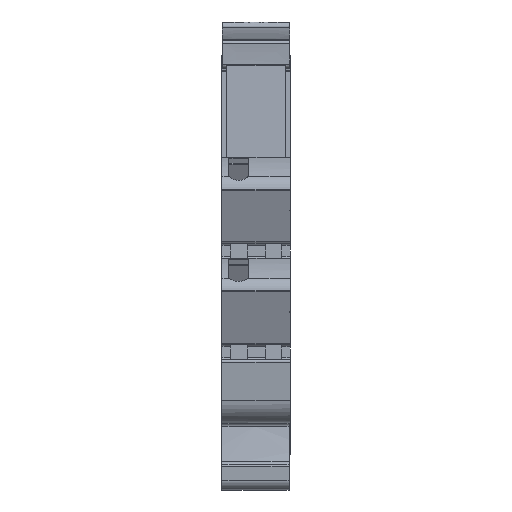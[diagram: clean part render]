
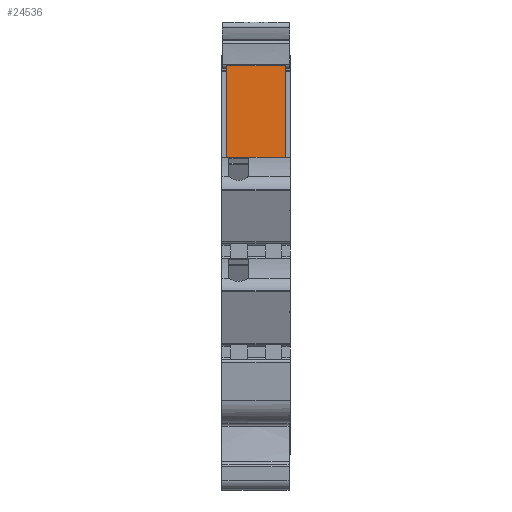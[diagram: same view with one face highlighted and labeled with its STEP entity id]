
A CAD part, front view. The second image highlights one B-rep face of the part: STEP entity #24536.
In plain terms, the highlighted planar face has unit normal (0, -0.999, 0.035).
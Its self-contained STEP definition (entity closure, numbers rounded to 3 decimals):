
#24523=AXIS2_PLACEMENT_3D('Plane Axis2P3D',#24520,#24521,#24522) ;
#24369=CARTESIAN_POINT('Vertex',(0.95,19.405,62.45)) ;
#24372=CARTESIAN_POINT('Line Origine',(0.95,19.705,71.05)) ;
#24376=CARTESIAN_POINT('Vertex',(0.95,20.006,79.65)) ;
#24479=CARTESIAN_POINT('Vertex',(11.85,20.006,79.65)) ;
#24482=CARTESIAN_POINT('Line Origine',(11.85,19.705,71.05)) ;
#24486=CARTESIAN_POINT('Vertex',(11.85,19.405,62.45)) ;
#24508=CARTESIAN_POINT('Line Origine',(6.4,19.405,62.45)) ;
#24520=CARTESIAN_POINT('Axis2P3D Location',(11.85,19.405,62.45)) ;
#24525=CARTESIAN_POINT('Line Origine',(6.4,20.006,79.65)) ;
#24373=DIRECTION('Vector Direction',(0.,0.035,0.999)) ;
#24483=DIRECTION('Vector Direction',(0.,0.035,0.999)) ;
#24509=DIRECTION('Vector Direction',(-1.,0.,0.)) ;
#24521=DIRECTION('Axis2P3D Direction',(0.,-0.999,0.035)) ;
#24522=DIRECTION('Axis2P3D XDirection',(0.,0.035,0.999)) ;
#24526=DIRECTION('Vector Direction',(-1.,0.,0.)) ;
#24374=VECTOR('Line Direction',#24373,1.) ;
#24484=VECTOR('Line Direction',#24483,1.) ;
#24510=VECTOR('Line Direction',#24509,1.) ;
#24527=VECTOR('Line Direction',#24526,1.) ;
#24531=ORIENTED_EDGE('',*,*,#24378,.T.) ;
#24532=ORIENTED_EDGE('',*,*,#24512,.F.) ;
#24533=ORIENTED_EDGE('',*,*,#24488,.F.) ;
#24534=ORIENTED_EDGE('',*,*,#24529,.F.) ;
#24536=ADVANCED_FACE('AUSWERFER',(#24535),#24524,.T.) ;
#24378=EDGE_CURVE('',#24377,#24370,#24375,.F.) ;
#24488=EDGE_CURVE('',#24480,#24487,#24485,.F.) ;
#24512=EDGE_CURVE('',#24487,#24370,#24511,.T.) ;
#24529=EDGE_CURVE('',#24377,#24480,#24528,.F.) ;
#24530=EDGE_LOOP('',(#24531,#24532,#24533,#24534)) ;
#24535=FACE_OUTER_BOUND('',#24530,.T.) ;
#24375=LINE('Line',#24372,#24374) ;
#24485=LINE('Line',#24482,#24484) ;
#24511=LINE('Line',#24508,#24510) ;
#24528=LINE('Line',#24525,#24527) ;
#24524=PLANE('',#24523) ;
#24370=VERTEX_POINT('',#24369) ;
#24377=VERTEX_POINT('',#24376) ;
#24480=VERTEX_POINT('',#24479) ;
#24487=VERTEX_POINT('',#24486) ;
